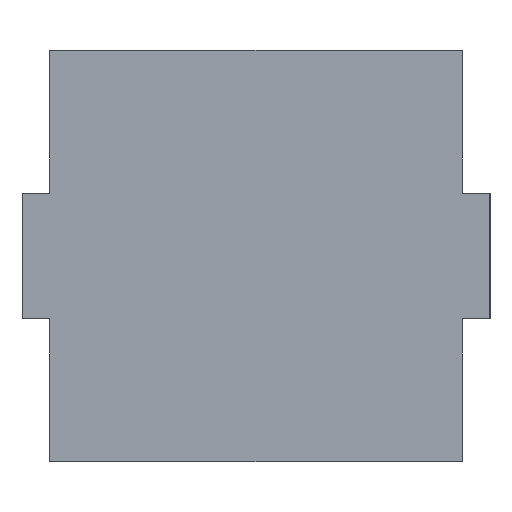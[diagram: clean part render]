
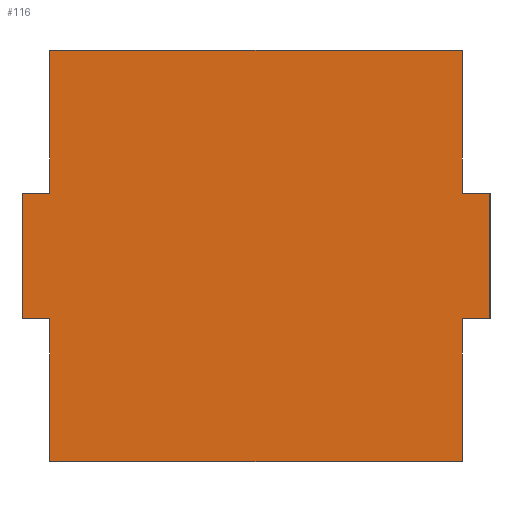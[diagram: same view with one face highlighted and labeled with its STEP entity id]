
A CAD part, left-side view. The second image highlights one B-rep face of the part: STEP entity #116.
In plain terms, the highlighted planar face has unit normal (-1, 0, 0).
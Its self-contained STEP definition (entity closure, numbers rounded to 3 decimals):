
#1 = ORIENTED_EDGE ( 'NONE', *, *, #206, .T. ) ;
#3 = VERTEX_POINT ( 'NONE', #111 ) ;
#15 = VERTEX_POINT ( 'NONE', #160 ) ;
#17 = VECTOR ( 'NONE', #244, 1000. ) ;
#25 = DIRECTION ( 'NONE',  ( 0., 0., -1. ) ) ;
#33 = DIRECTION ( 'NONE',  ( 0., 1., 0. ) ) ;
#35 = EDGE_CURVE ( 'NONE', #472, #149, #596, .T. ) ;
#53 = LINE ( 'NONE', #239, #343 ) ;
#58 = CARTESIAN_POINT ( 'NONE',  ( -17.7, -6.8, -1.825 ) ) ;
#75 = VERTEX_POINT ( 'NONE', #506 ) ;
#76 = DIRECTION ( 'NONE',  ( 0., -1., 0. ) ) ;
#77 = PLANE ( 'NONE',  #283 ) ;
#78 = VERTEX_POINT ( 'NONE', #407 ) ;
#84 = FACE_OUTER_BOUND ( 'NONE', #167, .T. ) ;
#91 = EDGE_CURVE ( 'NONE', #433, #396, #606, .T. ) ;
#103 = CARTESIAN_POINT ( 'NONE',  ( -17.7, 6.8, 1.825 ) ) ;
#105 = CARTESIAN_POINT ( 'NONE',  ( -17.7, 6., 5.975 ) ) ;
#107 = EDGE_CURVE ( 'NONE', #378, #149, #114, .T. ) ;
#110 = CARTESIAN_POINT ( 'NONE',  ( -17.7, -6., 5.975 ) ) ;
#111 = CARTESIAN_POINT ( 'NONE',  ( -17.7, 6., 1.825 ) ) ;
#114 = LINE ( 'NONE', #498, #128 ) ;
#116 = ADVANCED_FACE ( 'NONE', ( #84 ), #77, .F. ) ;
#126 = CARTESIAN_POINT ( 'NONE',  ( -17.7, -6.8, 1.825 ) ) ;
#127 = ORIENTED_EDGE ( 'NONE', *, *, #405, .F. ) ;
#128 = VECTOR ( 'NONE', #443, 1000. ) ;
#142 = ORIENTED_EDGE ( 'NONE', *, *, #351, .F. ) ;
#149 = VERTEX_POINT ( 'NONE', #285 ) ;
#150 = VECTOR ( 'NONE', #288, 1000. ) ;
#160 = CARTESIAN_POINT ( 'NONE',  ( -17.7, -6., 5.975 ) ) ;
#162 = CARTESIAN_POINT ( 'NONE',  ( -17.7, 6., -5.975 ) ) ;
#165 = CARTESIAN_POINT ( 'NONE',  ( -17.7, -6.8, 1.825 ) ) ;
#167 = EDGE_LOOP ( 'NONE', ( #248, #572, #216, #336, #508, #495, #527, #142, #279, #304, #127, #1 ) ) ;
#172 = CARTESIAN_POINT ( 'NONE',  ( -17.7, -6., -5.975 ) ) ;
#173 = DIRECTION ( 'NONE',  ( 0., -1., 0. ) ) ;
#175 = LINE ( 'NONE', #172, #224 ) ;
#200 = CARTESIAN_POINT ( 'NONE',  ( -17.7, 6.8, 1.825 ) ) ;
#203 = DIRECTION ( 'NONE',  ( 0., -1., 0. ) ) ;
#204 = VECTOR ( 'NONE', #203, 1000. ) ;
#206 = EDGE_CURVE ( 'NONE', #78, #472, #53, .T. ) ;
#216 = ORIENTED_EDGE ( 'NONE', *, *, #452, .F. ) ;
#218 = DIRECTION ( 'NONE',  ( 0., 0., -1. ) ) ;
#224 = VECTOR ( 'NONE', #33, 1000. ) ;
#233 = VECTOR ( 'NONE', #295, 1000. ) ;
#239 = CARTESIAN_POINT ( 'NONE',  ( -17.7, 6.8, 1.825 ) ) ;
#244 = DIRECTION ( 'NONE',  ( 0., -1., 0. ) ) ;
#248 = ORIENTED_EDGE ( 'NONE', *, *, #35, .T. ) ;
#249 = CARTESIAN_POINT ( 'NONE',  ( -17.7, -6., -5.975 ) ) ;
#260 = DIRECTION ( 'NONE',  ( 1., 0., 0. ) ) ;
#272 = EDGE_CURVE ( 'NONE', #75, #15, #348, .T. ) ;
#279 = ORIENTED_EDGE ( 'NONE', *, *, #272, .F. ) ;
#283 = AXIS2_PLACEMENT_3D ( 'NONE', #350, #260, #218 ) ;
#285 = CARTESIAN_POINT ( 'NONE',  ( -17.7, 6., -1.825 ) ) ;
#287 = CARTESIAN_POINT ( 'NONE',  ( -17.7, 6., 5.975 ) ) ;
#288 = DIRECTION ( 'NONE',  ( 0., 0., -1. ) ) ;
#291 = LINE ( 'NONE', #105, #150 ) ;
#295 = DIRECTION ( 'NONE',  ( 0., 0., -1. ) ) ;
#300 = CARTESIAN_POINT ( 'NONE',  ( -17.7, 6.8, -1.825 ) ) ;
#304 = ORIENTED_EDGE ( 'NONE', *, *, #386, .T. ) ;
#305 = LINE ( 'NONE', #496, #333 ) ;
#320 = VERTEX_POINT ( 'NONE', #249 ) ;
#324 = EDGE_CURVE ( 'NONE', #388, #433, #582, .T. ) ;
#333 = VECTOR ( 'NONE', #76, 1000. ) ;
#336 = ORIENTED_EDGE ( 'NONE', *, *, #488, .T. ) ;
#340 = DIRECTION ( 'NONE',  ( 0., -1., 0. ) ) ;
#343 = VECTOR ( 'NONE', #525, 1000. ) ;
#348 = LINE ( 'NONE', #287, #17 ) ;
#350 = CARTESIAN_POINT ( 'NONE',  ( -17.7, 6.8, 1.825 ) ) ;
#351 = EDGE_CURVE ( 'NONE', #15, #388, #533, .T. ) ;
#378 = VERTEX_POINT ( 'NONE', #162 ) ;
#386 = EDGE_CURVE ( 'NONE', #75, #3, #291, .T. ) ;
#388 = VERTEX_POINT ( 'NONE', #481 ) ;
#396 = VERTEX_POINT ( 'NONE', #58 ) ;
#405 = EDGE_CURVE ( 'NONE', #78, #3, #432, .T. ) ;
#407 = CARTESIAN_POINT ( 'NONE',  ( -17.7, 6.8, 1.825 ) ) ;
#432 = LINE ( 'NONE', #200, #586 ) ;
#433 = VERTEX_POINT ( 'NONE', #165 ) ;
#441 = CARTESIAN_POINT ( 'NONE',  ( -17.7, 6.8, -1.825 ) ) ;
#443 = DIRECTION ( 'NONE',  ( 0., 0., 1. ) ) ;
#447 = VECTOR ( 'NONE', #25, 1000. ) ;
#452 = EDGE_CURVE ( 'NONE', #320, #378, #175, .T. ) ;
#464 = CARTESIAN_POINT ( 'NONE',  ( -17.7, -6., -1.825 ) ) ;
#472 = VERTEX_POINT ( 'NONE', #441 ) ;
#481 = CARTESIAN_POINT ( 'NONE',  ( -17.7, -6., 1.825 ) ) ;
#488 = EDGE_CURVE ( 'NONE', #320, #607, #555, .T. ) ;
#493 = CARTESIAN_POINT ( 'NONE',  ( -17.7, -6., -5.975 ) ) ;
#495 = ORIENTED_EDGE ( 'NONE', *, *, #91, .F. ) ;
#496 = CARTESIAN_POINT ( 'NONE',  ( -17.7, 6.8, -1.825 ) ) ;
#498 = CARTESIAN_POINT ( 'NONE',  ( -17.7, 6., -5.975 ) ) ;
#506 = CARTESIAN_POINT ( 'NONE',  ( -17.7, 6., 5.975 ) ) ;
#508 = ORIENTED_EDGE ( 'NONE', *, *, #547, .T. ) ;
#525 = DIRECTION ( 'NONE',  ( 0., 0., -1. ) ) ;
#527 = ORIENTED_EDGE ( 'NONE', *, *, #324, .F. ) ;
#533 = LINE ( 'NONE', #110, #233 ) ;
#547 = EDGE_CURVE ( 'NONE', #607, #396, #305, .T. ) ;
#552 = DIRECTION ( 'NONE',  ( 0., 0., 1. ) ) ;
#555 = LINE ( 'NONE', #493, #575 ) ;
#572 = ORIENTED_EDGE ( 'NONE', *, *, #107, .F. ) ;
#575 = VECTOR ( 'NONE', #552, 1000. ) ;
#582 = LINE ( 'NONE', #103, #204 ) ;
#585 = VECTOR ( 'NONE', #173, 1000. ) ;
#586 = VECTOR ( 'NONE', #340, 1000. ) ;
#596 = LINE ( 'NONE', #300, #585 ) ;
#606 = LINE ( 'NONE', #126, #447 ) ;
#607 = VERTEX_POINT ( 'NONE', #464 ) ;
